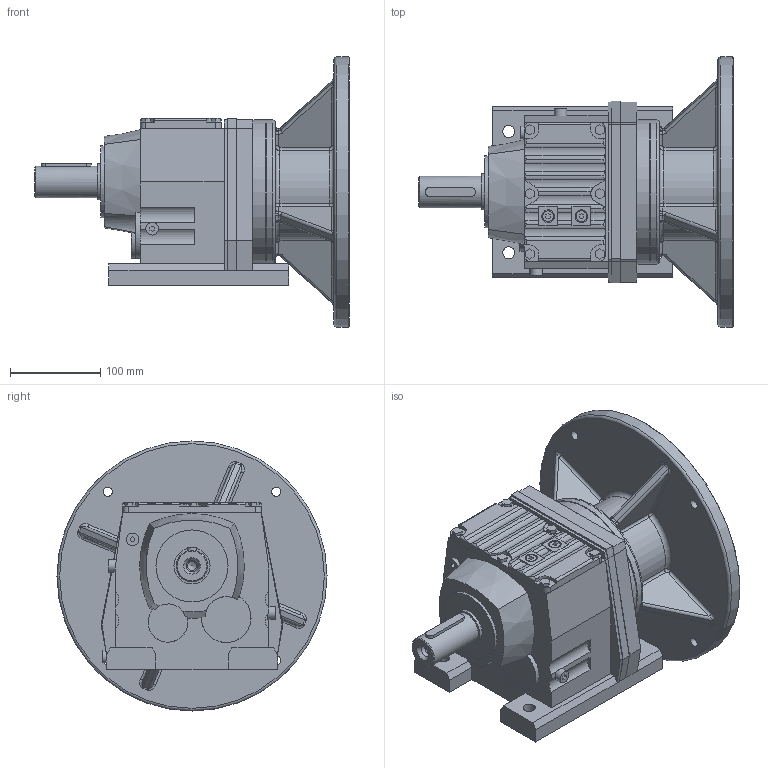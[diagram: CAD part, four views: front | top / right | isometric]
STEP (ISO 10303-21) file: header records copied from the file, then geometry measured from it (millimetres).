
FILE_DESCRIPTION(('STEP AP203'), '1');
FILE_NAME('凎劌膷闉 R57', '', ('UNSPECIFIED'), ('UNSPECIFIED'), 'ASCON STEP Converter 1.3', 'ASCON Math Kernel', '');
FILE_SCHEMA(('CONFIG_CONTROL_DESIGN'));
Length unit declared in the file: millimetre
Products named in the file (11): 1; 2; 3; 4; 5; 6; 7; 8; 9
Assembly tree (10 placements, depth 2):
  (unnamed)
    1
    2
    3
    4
    5
    6
    7
    8
    9
    (unnamed)
Bounding box: 349.5 x 300 x 300 mm (x, y, z)
Volume: 6268094.9 mm3; surface area: 505018.8 mm2
Topology: 10 solids, 10 shells, 534 faces, 1269 edges, 794 vertices
Faces by surface type: plane 296, cylinder 150, bspline 36, torus 27, cone 25
Full cylindrical faces by diameter (mm): 8 x4, 9 x4, 10.2 x2, 10.25 x4, 12 x2, 13 x1, 13.5 x4, 14 x6, 35 x1, 40 x1, 72 x1, 80 x1, 90 x3, 91 x1, 93.5 x1, 110 x2, 112 x1, 160 x2, 228 x1, 230 x1, 300 x1
Entity records: 27028 total; most frequent: CARTESIAN_POINT 10238, ORIENTED_EDGE 2402, DIRECTION 2389, EDGE_CURVE 1201, AXIS2_PLACEMENT_3D 828, VERTEX_POINT 793, LINE 733, VECTOR 733
